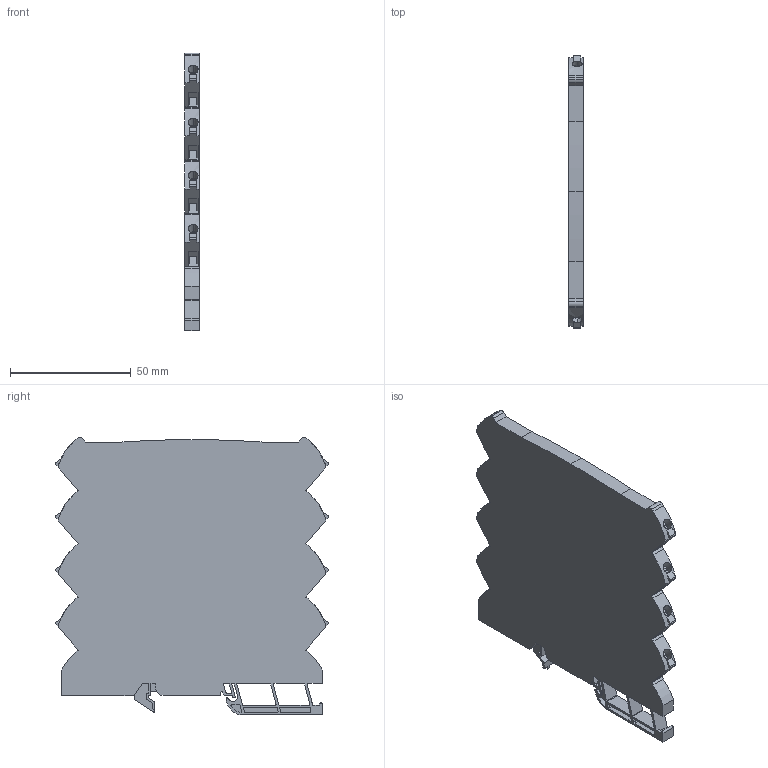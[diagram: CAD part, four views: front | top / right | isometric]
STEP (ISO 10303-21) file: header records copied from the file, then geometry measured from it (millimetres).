
FILE_DESCRIPTION (( 'STEP AP214' ), '1' );
FILE_NAME ('SC6-7102.step', '2018-06-26T13:54:12', ( '' ), ( '' ), 'SwSTEP 2.0', 'SolidWorks 2017', '' );
FILE_SCHEMA (( 'AUTOMOTIVE_DESIGN' ));
Length unit declared in the file: millimetre
Products named in the file (1): SC6-7102
Bounding box: 6.1 x 112.99 x 115 mm (x, y, z)
Volume: 64975.2 mm3; surface area: 28236.7 mm2
Topology: 1 solids, 1 shells, 804 faces, 2213 edges, 1466 vertices
Faces by surface type: plane 537, bspline 160, cylinder 107
Entity records: 31801 total; most frequent: CARTESIAN_POINT 7028, ORIENTED_EDGE 4426, DIRECTION 3453, EDGE_CURVE 2213, VECTOR 1591, LINE 1591, VERTEX_POINT 1466, AXIS2_PLACEMENT_3D 931
